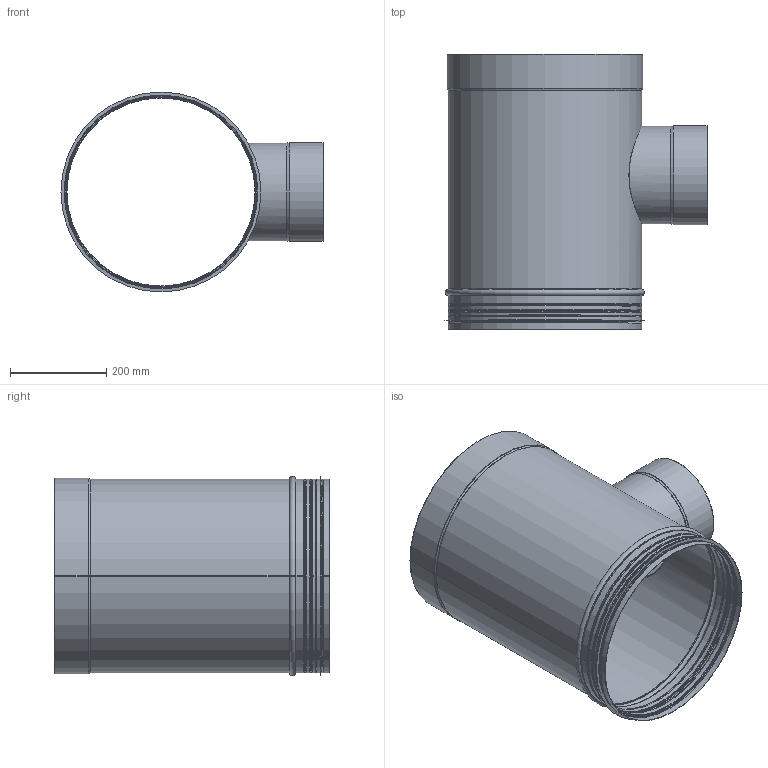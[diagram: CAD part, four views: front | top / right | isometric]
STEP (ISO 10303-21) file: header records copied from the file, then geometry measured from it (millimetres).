
FILE_DESCRIPTION(/* description */ ('Rörämne gren'),/* implementation_level */ '2;1');
FILE_NAME(/* name */ 'HTKMH-28.stp',/* time_stamp */ '2016-05-23T14:23:58+02:00',/* author */ ('John'),/* organization */ (''),/* preprocessor_version */ 'ST-DEVELOPER v15.6',/* originating_system */ 'Autodesk Inventor 2015',/* authorisation */ '');
FILE_SCHEMA (('AUTOMOTIVE_DESIGN { 1 0 10303 214 3 1 1 }'));
Length unit declared in the file: millimetre
Products named in the file (5): HTKMH-AA-28; HTKMH-AB-28; HIK-AA-7; HIK-AB-7; HTKMH-28
Assembly tree (4 placements, depth 2):
  HTKMH-28
    HTKMH-AA-28
    HTKMH-AB-28
    HIK-AA-7
    HIK-AB-7
Bounding box: 543.3 x 570 x 414.6 mm (x, y, z)
Volume: 858247.9 mm3; surface area: 1682905.5 mm2
Topology: 4 solids, 4 shells, 147 faces, 295 edges, 156 vertices
Faces by surface type: plane 67, torus 36, cylinder 25, cone 14, bspline 5
Full cylindrical faces by diameter (mm): 397 x2, 400.6 x2, 401.6 x1, 414.6 x1
Entity records: 4701 total; most frequent: CARTESIAN_POINT 1414, DIRECTION 709, ORIENTED_EDGE 562, AXIS2_PLACEMENT_3D 291, EDGE_CURVE 281, EDGE_LOOP 167, VERTEX_POINT 156, STYLED_ITEM 151
